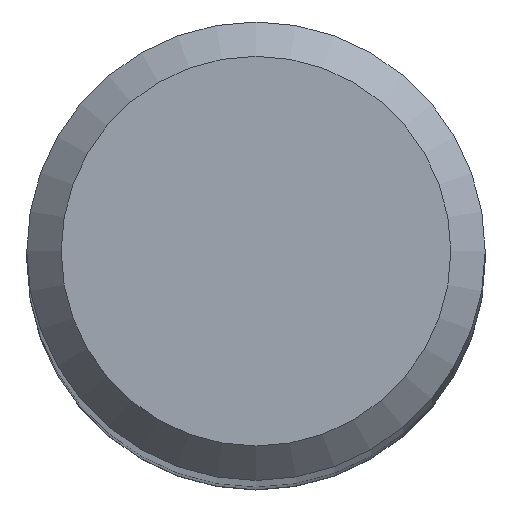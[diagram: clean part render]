
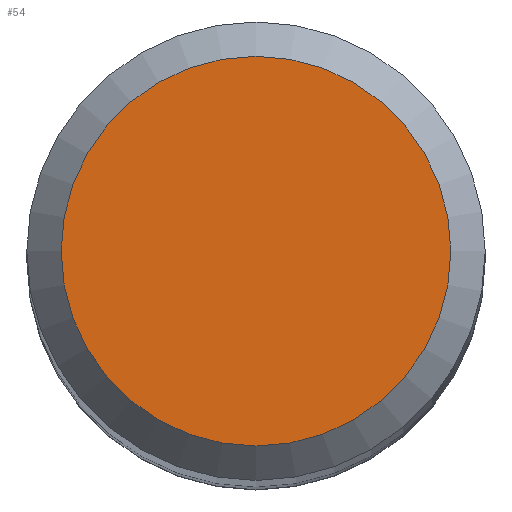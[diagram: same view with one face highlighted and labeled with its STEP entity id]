
A CAD part, top view. The second image highlights one B-rep face of the part: STEP entity #54.
In plain terms, the highlighted planar face has unit normal (0, 0, 1).
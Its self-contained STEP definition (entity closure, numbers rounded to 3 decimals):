
#46=FACE_OUTER_BOUND('',#82,.T.);
#54=ADVANCED_FACE('',(#46),#63,.T.);
#63=PLANE('',#187);
#82=EDGE_LOOP('',(#98));
#98=ORIENTED_EDGE('',*,*,#121,.T.);
#113=VERTEX_POINT('',#273);
#121=EDGE_CURVE('',#113,#113,#129,.T.);
#129=CIRCLE('',#186,3.4);
#186=AXIS2_PLACEMENT_3D('',#272,#217,#218);
#187=AXIS2_PLACEMENT_3D('',#274,#219,#220);
#217=DIRECTION('',(0.,0.,1.));
#218=DIRECTION('',(1.,0.,0.));
#219=DIRECTION('',(0.,0.,1.));
#220=DIRECTION('',(1.,0.,0.));
#272=CARTESIAN_POINT('',(0.,0.,0.));
#273=CARTESIAN_POINT('',(3.4,0.,0.));
#274=CARTESIAN_POINT('',(0.,0.,0.));
